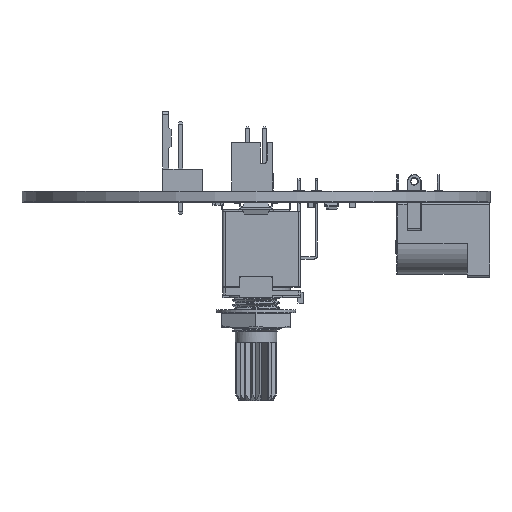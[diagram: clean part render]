
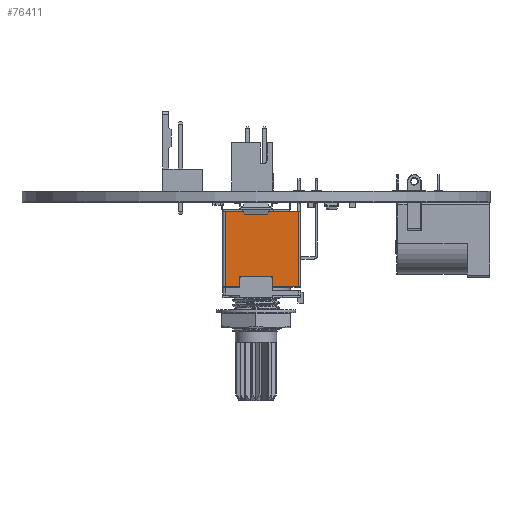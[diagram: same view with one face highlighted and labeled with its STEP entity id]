
A CAD part, left-side view. The second image highlights one B-rep face of the part: STEP entity #76411.
In plain terms, the highlighted face is planar.
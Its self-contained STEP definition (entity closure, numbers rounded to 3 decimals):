
#1937=PLANE('',#81337);
#5705=FACE_OUTER_BOUND('',#9959,.T.);
#9959=EDGE_LOOP('',(#56258,#56259,#56260,#56261,#56262,#56263,#56264,#56265,
#56266,#56267,#56268,#56269,#56270));
#14338=LINE('',#109493,#24160);
#14343=LINE('',#109503,#24165);
#14630=LINE('',#110516,#24452);
#14631=LINE('',#110521,#24453);
#14680=LINE('',#111423,#24502);
#14684=LINE('',#111431,#24506);
#14746=LINE('',#111584,#24568);
#14756=LINE('',#111604,#24578);
#14758=LINE('',#111609,#24580);
#14791=LINE('',#111689,#24613);
#14801=LINE('',#111715,#24623);
#14812=LINE('',#111743,#24634);
#14854=LINE('',#111873,#24676);
#24160=VECTOR('',#87670,10.);
#24165=VECTOR('',#87677,10.);
#24452=VECTOR('',#88486,10.);
#24453=VECTOR('',#88491,10.);
#24502=VECTOR('',#88578,10.);
#24506=VECTOR('',#88584,10.);
#24568=VECTOR('',#88718,10.);
#24578=VECTOR('',#88734,10.);
#24580=VECTOR('',#88740,10.);
#24613=VECTOR('',#88821,10.);
#24623=VECTOR('',#88851,10.);
#24634=VECTOR('',#88886,10.);
#24676=VECTOR('',#88978,10.);
#35174=VERTEX_POINT('',#109490);
#35175=VERTEX_POINT('',#109492);
#35176=VERTEX_POINT('',#109496);
#35179=VERTEX_POINT('',#109501);
#35460=VERTEX_POINT('',#110506);
#35466=VERTEX_POINT('',#110520);
#35513=VERTEX_POINT('',#111421);
#35514=VERTEX_POINT('',#111422);
#35517=VERTEX_POINT('',#111430);
#35572=VERTEX_POINT('',#111582);
#35578=VERTEX_POINT('',#111601);
#35579=VERTEX_POINT('',#111603);
#35614=VERTEX_POINT('',#111741);
#42823=EDGE_CURVE('',#35175,#35174,#14338,.T.);
#42828=EDGE_CURVE('',#35176,#35179,#14343,.T.);
#43265=EDGE_CURVE('',#35175,#35460,#14630,.T.);
#43267=EDGE_CURVE('',#35176,#35466,#14631,.T.);
#43329=EDGE_CURVE('',#35513,#35514,#14680,.T.);
#43333=EDGE_CURVE('',#35517,#35513,#14684,.T.);
#43410=EDGE_CURVE('',#35572,#35517,#14746,.T.);
#43421=EDGE_CURVE('',#35578,#35579,#14756,.T.);
#43424=EDGE_CURVE('',#35514,#35578,#14758,.T.);
#43464=EDGE_CURVE('',#35466,#35572,#14791,.T.);
#43478=EDGE_CURVE('',#35579,#35174,#14801,.T.);
#43492=EDGE_CURVE('',#35614,#35179,#14812,.T.);
#43551=EDGE_CURVE('',#35460,#35614,#14854,.T.);
#56258=ORIENTED_EDGE('',*,*,#42823,.T.);
#56259=ORIENTED_EDGE('',*,*,#43478,.F.);
#56260=ORIENTED_EDGE('',*,*,#43421,.F.);
#56261=ORIENTED_EDGE('',*,*,#43424,.F.);
#56262=ORIENTED_EDGE('',*,*,#43329,.F.);
#56263=ORIENTED_EDGE('',*,*,#43333,.F.);
#56264=ORIENTED_EDGE('',*,*,#43410,.F.);
#56265=ORIENTED_EDGE('',*,*,#43464,.F.);
#56266=ORIENTED_EDGE('',*,*,#43267,.F.);
#56267=ORIENTED_EDGE('',*,*,#42828,.T.);
#56268=ORIENTED_EDGE('',*,*,#43492,.F.);
#56269=ORIENTED_EDGE('',*,*,#43551,.F.);
#56270=ORIENTED_EDGE('',*,*,#43265,.F.);
#76411=ADVANCED_FACE('',(#5705),#1937,.F.);
#81337=AXIS2_PLACEMENT_3D('',#111872,#88976,#88977);
#87670=DIRECTION('',(0.,1.,0.));
#87677=DIRECTION('',(0.,1.,0.));
#88486=DIRECTION('',(0.,-1.,0.));
#88491=DIRECTION('',(0.,-1.,0.));
#88578=DIRECTION('',(0.,1.,0.));
#88584=DIRECTION('',(0.,0.,-1.));
#88718=DIRECTION('',(0.,1.,0.));
#88734=DIRECTION('',(0.,1.,0.));
#88740=DIRECTION('',(0.,0.,1.));
#88821=DIRECTION('',(0.,0.,1.));
#88851=DIRECTION('',(0.,0.,-1.));
#88886=DIRECTION('',(0.,-1.,0.));
#88976=DIRECTION('center_axis',(-1.,0.,0.));
#88977=DIRECTION('ref_axis',(0.,0.,1.));
#88978=DIRECTION('',(0.,-1.,0.));
#109490=CARTESIAN_POINT('',(4.75,4.5,1.324));
#109492=CARTESIAN_POINT('',(4.75,2.55,1.324));
#109493=CARTESIAN_POINT('',(4.75,0.975,1.324));
#109496=CARTESIAN_POINT('',(4.75,-4.5,1.324));
#109501=CARTESIAN_POINT('',(4.75,-2.55,1.324));
#109503=CARTESIAN_POINT('',(4.75,-2.55,1.324));
#110506=CARTESIAN_POINT('',(4.75,1.5,1.324));
#110516=CARTESIAN_POINT('',(4.75,2.425,1.324));
#110520=CARTESIAN_POINT('',(4.75,-6.2,1.324));
#110521=CARTESIAN_POINT('',(4.75,2.425,1.324));
#111421=CARTESIAN_POINT('',(4.75,-2.45,10.774));
#111422=CARTESIAN_POINT('',(4.75,2.45,10.774));
#111423=CARTESIAN_POINT('',(4.75,1.2,10.774));
#111430=CARTESIAN_POINT('',(4.75,-2.45,12.274));
#111431=CARTESIAN_POINT('',(4.75,-2.45,13.124));
#111582=CARTESIAN_POINT('',(4.75,-6.2,12.274));
#111584=CARTESIAN_POINT('',(4.75,2.425,12.274));
#111601=CARTESIAN_POINT('',(4.75,2.45,12.274));
#111603=CARTESIAN_POINT('',(4.75,4.5,12.274));
#111604=CARTESIAN_POINT('',(4.75,2.425,12.274));
#111609=CARTESIAN_POINT('',(4.75,2.45,13.124));
#111689=CARTESIAN_POINT('',(4.75,-6.2,13.874));
#111715=CARTESIAN_POINT('',(4.75,4.5,13.874));
#111741=CARTESIAN_POINT('',(4.75,-1.5,1.324));
#111743=CARTESIAN_POINT('',(4.75,2.425,1.324));
#111872=CARTESIAN_POINT('Origin',(4.75,-2.55,1.324));
#111873=CARTESIAN_POINT('',(4.75,2.425,1.324));
